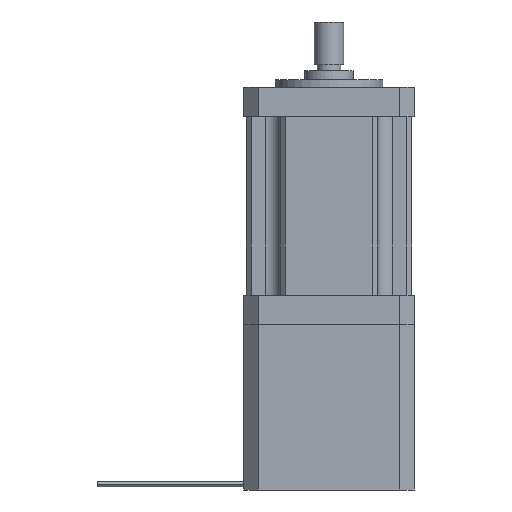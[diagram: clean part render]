
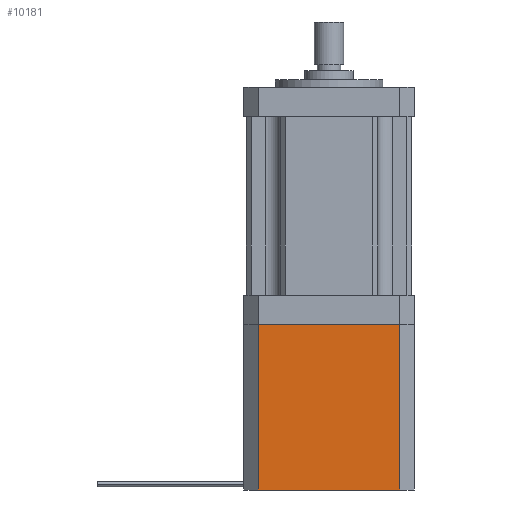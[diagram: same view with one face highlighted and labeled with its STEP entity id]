
A CAD part, front view. The second image highlights one B-rep face of the part: STEP entity #10181.
In plain terms, the highlighted planar face has unit normal (0, -1, 0).
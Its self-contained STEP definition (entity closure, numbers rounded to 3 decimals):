
#3186 = PLANE('',#3187);
#3187 = AXIS2_PLACEMENT_3D('',#3188,#3189,#3190);
#3188 = CARTESIAN_POINT('',(0.,32.,-58.35)
  );
#3189 = DIRECTION('',(0.,0.,-1.));
#3190 = DIRECTION('',(-1.,0.,0.));
#3212 = PLANE('',#3213);
#3213 = AXIS2_PLACEMENT_3D('',#3214,#3215,#3216);
#3214 = CARTESIAN_POINT('',(-14.5,-17.5,-58.35));
#3215 = DIRECTION('',(0.707,0.707,0.));
#3216 = DIRECTION('',(-0.707,0.707,0.));
#9371 = PLANE('',#9372);
#9372 = AXIS2_PLACEMENT_3D('',#9373,#9374,#9375);
#9373 = CARTESIAN_POINT('',(-14.5,-17.5,-24.35));
#9374 = DIRECTION('',(0.,-1.,0.));
#9375 = DIRECTION('',(1.,0.,0.));
#9721 = VERTEX_POINT('',#9722);
#9722 = CARTESIAN_POINT('',(14.5,-17.5,-24.35));
#9759 = PLANE('',#9760);
#9760 = AXIS2_PLACEMENT_3D('',#9761,#9762,#9763);
#9761 = CARTESIAN_POINT('',(17.5,-14.5,-58.35));
#9762 = DIRECTION('',(-0.707,0.707,0.));
#9763 = DIRECTION('',(-0.707,-0.707,0.));
#9778 = VERTEX_POINT('',#9779);
#9779 = CARTESIAN_POINT('',(-14.5,-17.5,-24.35));
#9800 = EDGE_CURVE('',#9778,#9721,#9801,.T.);
#9801 = SURFACE_CURVE('',#9802,(#9807,#9815),.PCURVE_S1.);
#9802 = B_SPLINE_CURVE_WITH_KNOTS('',3,(#9803,#9804,#9805,#9806),
  .UNSPECIFIED.,.F.,.F.,(4,4),(0.,1.),.PIECEWISE_BEZIER_KNOTS.);
#9803 = CARTESIAN_POINT('',(-14.5,-17.5,-24.35));
#9804 = CARTESIAN_POINT('',(-4.833,-17.5,-24.35));
#9805 = CARTESIAN_POINT('',(4.833,-17.5,-24.35));
#9806 = CARTESIAN_POINT('',(14.5,-17.5,-24.35));
#9807 = PCURVE('',#9371,#9808);
#9808 = DEFINITIONAL_REPRESENTATION('',(#9809),#9814);
#9809 = B_SPLINE_CURVE_WITH_KNOTS('',3,(#9810,#9811,#9812,#9813),
  .UNSPECIFIED.,.F.,.F.,(4,4),(0.,1.),.PIECEWISE_BEZIER_KNOTS.);
#9810 = CARTESIAN_POINT('',(0.,0.));
#9811 = CARTESIAN_POINT('',(9.667,0.));
#9812 = CARTESIAN_POINT('',(19.333,0.));
#9813 = CARTESIAN_POINT('',(29.,0.));
#9814 = ( GEOMETRIC_REPRESENTATION_CONTEXT(2) 
PARAMETRIC_REPRESENTATION_CONTEXT() REPRESENTATION_CONTEXT('2D SPACE',''
  ) );
#9815 = PCURVE('',#9816,#9821);
#9816 = PLANE('',#9817);
#9817 = AXIS2_PLACEMENT_3D('',#9818,#9819,#9820);
#9818 = CARTESIAN_POINT('',(14.5,-17.5,-58.35));
#9819 = DIRECTION('',(0.,1.,0.));
#9820 = DIRECTION('',(-1.,0.,0.));
#9821 = DEFINITIONAL_REPRESENTATION('',(#9822),#9827);
#9822 = B_SPLINE_CURVE_WITH_KNOTS('',3,(#9823,#9824,#9825,#9826),
  .UNSPECIFIED.,.F.,.F.,(4,4),(0.,1.),.PIECEWISE_BEZIER_KNOTS.);
#9823 = CARTESIAN_POINT('',(29.,34.));
#9824 = CARTESIAN_POINT('',(19.333,34.));
#9825 = CARTESIAN_POINT('',(9.667,34.));
#9826 = CARTESIAN_POINT('',(0.,34.));
#9827 = ( GEOMETRIC_REPRESENTATION_CONTEXT(2) 
PARAMETRIC_REPRESENTATION_CONTEXT() REPRESENTATION_CONTEXT('2D SPACE',''
  ) );
#10137 = EDGE_CURVE('',#10138,#9721,#10140,.T.);
#10138 = VERTEX_POINT('',#10139);
#10139 = CARTESIAN_POINT('',(14.5,-17.5,-58.35));
#10140 = SURFACE_CURVE('',#10141,(#10145,#10152),.PCURVE_S1.);
#10141 = LINE('',#10142,#10143);
#10142 = CARTESIAN_POINT('',(14.5,-17.5,-58.35));
#10143 = VECTOR('',#10144,1.);
#10144 = DIRECTION('',(0.,0.,1.));
#10145 = PCURVE('',#9759,#10146);
#10146 = DEFINITIONAL_REPRESENTATION('',(#10147),#10151);
#10147 = LINE('',#10148,#10149);
#10148 = CARTESIAN_POINT('',(4.243,0.));
#10149 = VECTOR('',#10150,1.);
#10150 = DIRECTION('',(0.,1.));
#10151 = ( GEOMETRIC_REPRESENTATION_CONTEXT(2) 
PARAMETRIC_REPRESENTATION_CONTEXT() REPRESENTATION_CONTEXT('2D SPACE',''
  ) );
#10152 = PCURVE('',#9816,#10153);
#10153 = DEFINITIONAL_REPRESENTATION('',(#10154),#10158);
#10154 = LINE('',#10155,#10156);
#10155 = CARTESIAN_POINT('',(0.,0.));
#10156 = VECTOR('',#10157,1.);
#10157 = DIRECTION('',(0.,1.));
#10158 = ( GEOMETRIC_REPRESENTATION_CONTEXT(2) 
PARAMETRIC_REPRESENTATION_CONTEXT() REPRESENTATION_CONTEXT('2D SPACE',''
  ) );
#10181 = ADVANCED_FACE('',(#10182),#9816,.F.);
#10182 = FACE_BOUND('',#10183,.T.);
#10183 = EDGE_LOOP('',(#10184,#10185,#10208,#10229));
#10184 = ORIENTED_EDGE('',*,*,#9800,.F.);
#10185 = ORIENTED_EDGE('',*,*,#10186,.F.);
#10186 = EDGE_CURVE('',#10187,#9778,#10189,.T.);
#10187 = VERTEX_POINT('',#10188);
#10188 = CARTESIAN_POINT('',(-14.5,-17.5,-58.35));
#10189 = SURFACE_CURVE('',#10190,(#10194,#10201),.PCURVE_S1.);
#10190 = LINE('',#10191,#10192);
#10191 = CARTESIAN_POINT('',(-14.5,-17.5,-58.35));
#10192 = VECTOR('',#10193,1.);
#10193 = DIRECTION('',(0.,0.,1.));
#10194 = PCURVE('',#9816,#10195);
#10195 = DEFINITIONAL_REPRESENTATION('',(#10196),#10200);
#10196 = LINE('',#10197,#10198);
#10197 = CARTESIAN_POINT('',(29.,0.));
#10198 = VECTOR('',#10199,1.);
#10199 = DIRECTION('',(0.,1.));
#10200 = ( GEOMETRIC_REPRESENTATION_CONTEXT(2) 
PARAMETRIC_REPRESENTATION_CONTEXT() REPRESENTATION_CONTEXT('2D SPACE',''
  ) );
#10201 = PCURVE('',#3212,#10202);
#10202 = DEFINITIONAL_REPRESENTATION('',(#10203),#10207);
#10203 = LINE('',#10204,#10205);
#10204 = CARTESIAN_POINT('',(0.,0.));
#10205 = VECTOR('',#10206,1.);
#10206 = DIRECTION('',(0.,1.));
#10207 = ( GEOMETRIC_REPRESENTATION_CONTEXT(2) 
PARAMETRIC_REPRESENTATION_CONTEXT() REPRESENTATION_CONTEXT('2D SPACE',''
  ) );
#10208 = ORIENTED_EDGE('',*,*,#10209,.F.);
#10209 = EDGE_CURVE('',#10138,#10187,#10210,.T.);
#10210 = SURFACE_CURVE('',#10211,(#10215,#10222),.PCURVE_S1.);
#10211 = LINE('',#10212,#10213);
#10212 = CARTESIAN_POINT('',(14.5,-17.5,-58.35));
#10213 = VECTOR('',#10214,1.);
#10214 = DIRECTION('',(-1.,0.,0.));
#10215 = PCURVE('',#9816,#10216);
#10216 = DEFINITIONAL_REPRESENTATION('',(#10217),#10221);
#10217 = LINE('',#10218,#10219);
#10218 = CARTESIAN_POINT('',(0.,0.));
#10219 = VECTOR('',#10220,1.);
#10220 = DIRECTION('',(1.,0.));
#10221 = ( GEOMETRIC_REPRESENTATION_CONTEXT(2) 
PARAMETRIC_REPRESENTATION_CONTEXT() REPRESENTATION_CONTEXT('2D SPACE',''
  ) );
#10222 = PCURVE('',#3186,#10223);
#10223 = DEFINITIONAL_REPRESENTATION('',(#10224),#10228);
#10224 = LINE('',#10225,#10226);
#10225 = CARTESIAN_POINT('',(-14.5,-49.5));
#10226 = VECTOR('',#10227,1.);
#10227 = DIRECTION('',(1.,0.));
#10228 = ( GEOMETRIC_REPRESENTATION_CONTEXT(2) 
PARAMETRIC_REPRESENTATION_CONTEXT() REPRESENTATION_CONTEXT('2D SPACE',''
  ) );
#10229 = ORIENTED_EDGE('',*,*,#10137,.T.);
